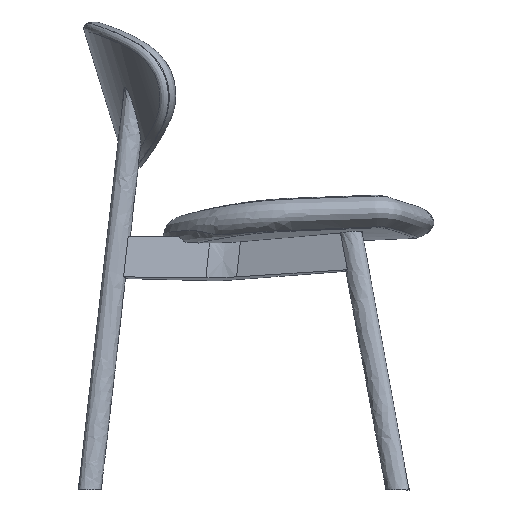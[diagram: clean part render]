
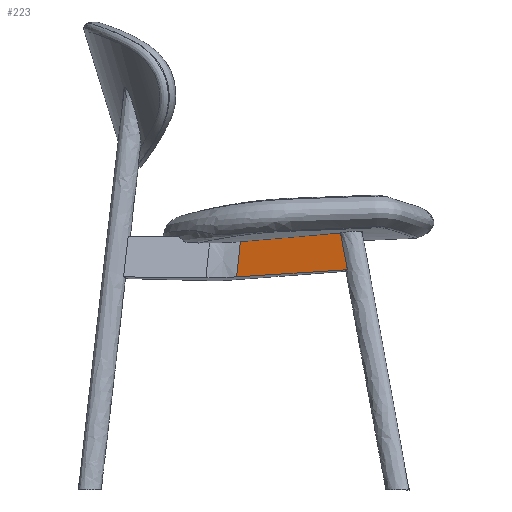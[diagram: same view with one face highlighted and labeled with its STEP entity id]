
A CAD part, left-side view. The second image highlights one B-rep face of the part: STEP entity #223.
In plain terms, the highlighted free-form (B-spline) face has degree [1, 3] with [2, 13] control points.
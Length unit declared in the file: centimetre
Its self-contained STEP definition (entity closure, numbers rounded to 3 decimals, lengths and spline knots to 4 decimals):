
#223=ADVANCED_FACE('',(#301),#1196,.T.);
#301=FACE_OUTER_BOUND('',#381,.T.);
#381=EDGE_LOOP('',(#641,#642,#643,#644));
#641=ORIENTED_EDGE('',*,*,#848,.T.);
#642=ORIENTED_EDGE('',*,*,#854,.T.);
#643=ORIENTED_EDGE('',*,*,#834,.F.);
#644=ORIENTED_EDGE('',*,*,#855,.F.);
#834=EDGE_CURVE('',#1119,#1118,#909,.T.);
#848=EDGE_CURVE('',#1129,#1130,#1021,.T.);
#854=EDGE_CURVE('',#1130,#1118,#1027,.T.);
#855=EDGE_CURVE('',#1129,#1119,#1028,.T.);
#909=(
BOUNDED_CURVE()
B_SPLINE_CURVE(3,(#19614,#19615,#19616,#19617,#19618,#19619,#19620),
 .UNSPECIFIED.,.F.,.F.)
B_SPLINE_CURVE_WITH_KNOTS((4,1,1,1,4),(17.4833,41.712,
54.6303,67.5487,74.3527),.UNSPECIFIED.)
CURVE()
GEOMETRIC_REPRESENTATION_ITEM()
RATIONAL_B_SPLINE_CURVE((1.,1.,1.,1.,1.,1.,1.))
REPRESENTATION_ITEM('')
);
#1021=B_SPLINE_CURVE_WITH_KNOTS('',1,(#19700,#19701),.UNSPECIFIED.,.F.,
 .F.,(2,2),(-46.6241,-18.7423),.UNSPECIFIED.);
#1027=B_SPLINE_CURVE_WITH_KNOTS('',3,(#19722,#19723,#19724,#19725,#19726,
#19727,#19728,#19729,#19730,#19731,#19732,#19733,#19734,#19735,#19736),
 .UNSPECIFIED.,.F.,.F.,(4,3,3,2,3,4),(31.6544,47.7063,
94.4124,146.4708,198.5293,200.2166),
 .UNSPECIFIED.);
#1028=B_SPLINE_CURVE_WITH_KNOTS('',3,(#19737,#19738,#19739,#19740,#19741,
#19742,#19743,#19744,#19745,#19746,#19747,#19748,#19749),.UNSPECIFIED.,
 .F.,.F.,(4,3,3,3,4),(498.5325,524.3398,571.0319,
675.1272,685.0153),.UNSPECIFIED.);
#1118=VERTEX_POINT('',#19561);
#1119=VERTEX_POINT('',#19562);
#1129=VERTEX_POINT('',#19572);
#1130=VERTEX_POINT('',#19573);
#1196=B_SPLINE_SURFACE_WITH_KNOTS('',1,3,((#19523,#19524,#19525,#19526,
#19527,#19528,#19529,#19530,#19531,#19532,#19533,#19534,#19535),(#19536,
#19537,#19538,#19539,#19540,#19541,#19542,#19543,#19544,#19545,#19546,#19547,
#19548)),.UNSPECIFIED.,.F.,.F.,.F.,(2,2),(4,3,3,3,4),(-5.,70.),
(474.3386,524.3398,571.0319,675.1272,725.1271),
 .UNSPECIFIED.);
#19523=CARTESIAN_POINT('',(5.5775,5.1965,34.933));
#19524=CARTESIAN_POINT('',(6.0803,6.7823,34.831));
#19525=CARTESIAN_POINT('',(6.5831,8.368,34.7289));
#19526=CARTESIAN_POINT('',(7.086,9.9537,34.6269));
#19527=CARTESIAN_POINT('',(7.5555,11.4345,34.5316));
#19528=CARTESIAN_POINT('',(8.0283,12.9143,34.436));
#19529=CARTESIAN_POINT('',(8.5011,14.394,34.3404));
#19530=CARTESIAN_POINT('',(9.5552,17.6928,34.1273));
#19531=CARTESIAN_POINT('',(10.6095,20.9921,33.9141));
#19532=CARTESIAN_POINT('',(11.628,24.3025,33.7045));
#19533=CARTESIAN_POINT('',(12.1171,25.8926,33.6038));
#19534=CARTESIAN_POINT('',(12.6063,27.4827,33.5031));
#19535=CARTESIAN_POINT('',(13.0955,29.0727,33.4025));
#19536=CARTESIAN_POINT('',(6.3884,5.419,42.3857));
#19537=CARTESIAN_POINT('',(6.8912,7.0047,42.2837));
#19538=CARTESIAN_POINT('',(7.394,8.5904,42.1816));
#19539=CARTESIAN_POINT('',(7.8968,10.1762,42.0796));
#19540=CARTESIAN_POINT('',(8.3663,11.6569,41.9843));
#19541=CARTESIAN_POINT('',(8.8391,13.1367,41.8887));
#19542=CARTESIAN_POINT('',(9.3119,14.6164,41.7931));
#19543=CARTESIAN_POINT('',(10.366,17.9152,41.58));
#19544=CARTESIAN_POINT('',(11.4204,21.2145,41.3668));
#19545=CARTESIAN_POINT('',(12.4388,24.5249,41.1572));
#19546=CARTESIAN_POINT('',(12.928,26.115,41.0565));
#19547=CARTESIAN_POINT('',(13.4171,27.7051,40.9559));
#19548=CARTESIAN_POINT('',(13.9063,29.2952,40.8552));
#19561=CARTESIAN_POINT('',(12.3399,24.6452,39.7832));
#19562=CARTESIAN_POINT('',(11.9722,25.2607,34.1416));
#19572=CARTESIAN_POINT('',(6.3615,7.5132,35.2817));
#19573=CARTESIAN_POINT('',(7.304,8.6197,41.1783));
#19614=CARTESIAN_POINT('',(11.9722,25.2607,34.1416));
#19615=CARTESIAN_POINT('',(12.0244,25.1732,34.9428));
#19616=CARTESIAN_POINT('',(12.1045,25.0391,36.1711));
#19617=CARTESIAN_POINT('',(12.2124,24.8585,37.8267));
#19618=CARTESIAN_POINT('',(12.2827,24.7408,38.906));
#19619=CARTESIAN_POINT('',(12.3253,24.6697,39.5582));
#19620=CARTESIAN_POINT('',(12.3399,24.6452,39.7832));
#19700=CARTESIAN_POINT('',(6.3615,7.5132,35.2817));
#19701=CARTESIAN_POINT('',(7.304,8.6197,41.1783));
#19722=CARTESIAN_POINT('',(7.304,8.6197,41.1783));
#19723=CARTESIAN_POINT('',(7.4637,9.1281,41.1302));
#19724=CARTESIAN_POINT('',(7.6234,9.6365,41.0825));
#19725=CARTESIAN_POINT('',(7.7832,10.145,41.0352));
#19726=CARTESIAN_POINT('',(8.248,11.6244,40.8974));
#19727=CARTESIAN_POINT('',(8.7165,13.103,40.7623));
#19728=CARTESIAN_POINT('',(9.1854,14.5817,40.6302));
#19729=CARTESIAN_POINT('',(9.708,16.2298,40.4829));
#19730=CARTESIAN_POINT('',(10.2311,17.8782,40.3395));
#19731=CARTESIAN_POINT('',(11.2692,21.1781,40.0612));
#19732=CARTESIAN_POINT('',(11.7842,22.8298,39.9263));
#19733=CARTESIAN_POINT('',(12.2907,24.4843,39.7959));
#19734=CARTESIAN_POINT('',(12.3071,24.5379,39.7916));
#19735=CARTESIAN_POINT('',(12.3235,24.5916,39.7874));
#19736=CARTESIAN_POINT('',(12.3399,24.6452,39.7832));
#19737=CARTESIAN_POINT('',(6.3615,7.5132,35.2817));
#19738=CARTESIAN_POINT('',(6.621,8.3317,35.2291));
#19739=CARTESIAN_POINT('',(6.8805,9.1501,35.1764));
#19740=CARTESIAN_POINT('',(7.14,9.9686,35.1237));
#19741=CARTESIAN_POINT('',(7.6095,11.4493,35.0285));
#19742=CARTESIAN_POINT('',(8.0823,12.9291,34.9329));
#19743=CARTESIAN_POINT('',(8.5552,14.4088,34.8373));
#19744=CARTESIAN_POINT('',(9.6092,17.7076,34.6241));
#19745=CARTESIAN_POINT('',(10.6636,21.0069,34.4109));
#19746=CARTESIAN_POINT('',(11.682,24.3173,34.2013));
#19747=CARTESIAN_POINT('',(11.7788,24.6318,34.1814));
#19748=CARTESIAN_POINT('',(11.8755,24.9463,34.1615));
#19749=CARTESIAN_POINT('',(11.9722,25.2607,34.1416));
